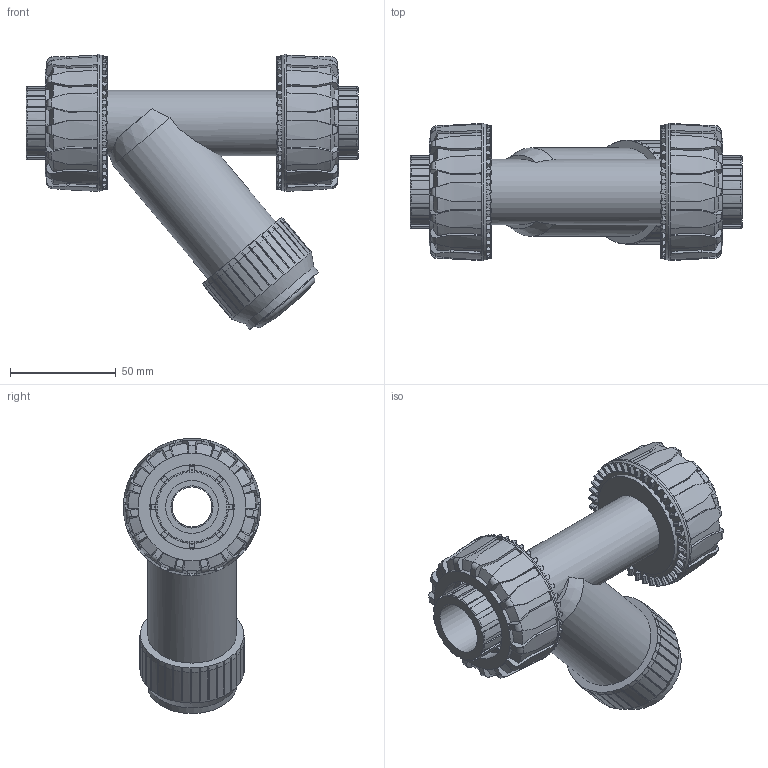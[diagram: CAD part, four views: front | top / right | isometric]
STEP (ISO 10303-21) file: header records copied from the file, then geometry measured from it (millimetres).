
FILE_DESCRIPTION(/* description */ (''),/* implementation_level */ '2;1');
FILE_NAME(/* name */ 'RVUIT025E.iam.stp',/* time_stamp */ '2014-06-09T12:13:29+02:00',/* author */ ('bfaro'),/* organization */ (''),/* preprocessor_version */ 'ST-DEVELOPER v15.6',/* originating_system */ 'Autodesk Inventor 2015',/* authorisation */ '');
FILE_SCHEMA (('AUTOMOTIVE_DESIGN { 1 0 10303 214 3 1 1 }'));
Length unit declared in the file: millimetre
Products named in the file (5): cassa RVU-T 25; ENDIV025; NTVKD025V; Coperchio RV 25; RVUIT025E
Bounding box: 157.3 x 64.98 x 130.38 mm (x, y, z)
Volume: 308375.9 mm3; surface area: 90765.8 mm2
Topology: 6 solids, 6 shells, 1528 faces, 4288 edges, 2784 vertices
Faces by surface type: plane 770, cylinder 389, cone 289, torus 79, sphere 1
Full cylindrical faces by diameter (mm): 19 x1, 20 x3, 25 x2, 27 x1, 30 x1, 31 x1, 34.4 x2, 35.9 x1, 41.9 x1, 43.8 x2, 44.6 x2, 48.5 x2, 49.5 x1, 51 x2, 65 x2
Entity records: 30169 total; most frequent: CARTESIAN_POINT 8376, ORIENTED_EDGE 4716, DIRECTION 4542, EDGE_CURVE 2358, AXIS2_PLACEMENT_3D 1775, VERTEX_POINT 1546, LINE 992, VECTOR 992
